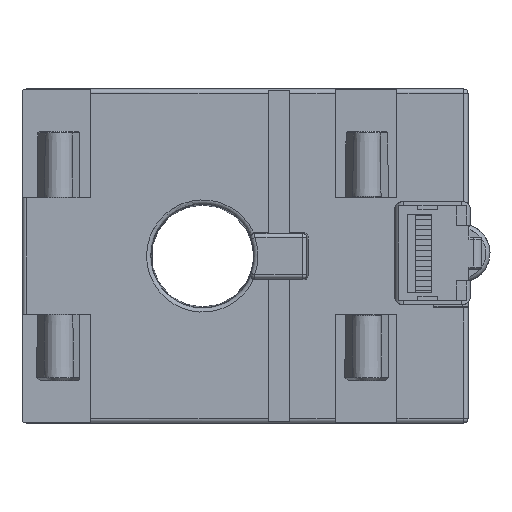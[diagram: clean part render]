
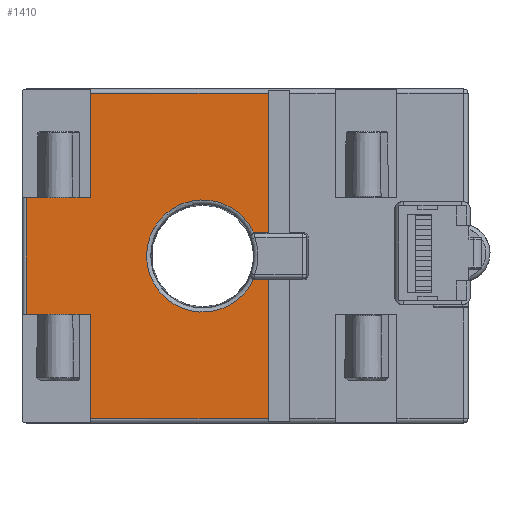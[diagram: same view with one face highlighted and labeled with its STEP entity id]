
A CAD part, front view. The second image highlights one B-rep face of the part: STEP entity #1410.
In plain terms, the highlighted planar face has unit normal (0, -1, 0).
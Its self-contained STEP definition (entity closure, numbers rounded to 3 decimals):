
#523=B_SPLINE_CURVE_WITH_KNOTS('',3,(#23239,#23240,#23241,#23242),
 .UNSPECIFIED.,.F.,.F.,(4,4),(0.,1.),.UNSPECIFIED.);
#525=B_SPLINE_CURVE_WITH_KNOTS('',3,(#23287,#23288,#23289,#23290),
 .UNSPECIFIED.,.F.,.F.,(4,4),(0.,1.),.UNSPECIFIED.);
#875=CIRCLE('',#10601,6.675);
#1410=ADVANCED_FACE('',(#2147),#1724,.T.);
#1724=PLANE('',#10779);
#2147=FACE_OUTER_BOUND('',#2639,.T.);
#2639=EDGE_LOOP('',(#4828,#4829,#4830,#4831,#4832,#4833,#4834,#4835,#4836,
#4837,#4838,#4839,#4840,#4841,#4842,#4843,#4844,#4845));
#4828=ORIENTED_EDGE('',*,*,#7601,.F.);
#4829=ORIENTED_EDGE('',*,*,#7871,.T.);
#4830=ORIENTED_EDGE('',*,*,#7580,.T.);
#4831=ORIENTED_EDGE('',*,*,#7888,.T.);
#4832=ORIENTED_EDGE('',*,*,#7886,.T.);
#4833=ORIENTED_EDGE('',*,*,#7609,.T.);
#4834=ORIENTED_EDGE('',*,*,#7896,.T.);
#4835=ORIENTED_EDGE('',*,*,#7897,.F.);
#4836=ORIENTED_EDGE('',*,*,#7658,.F.);
#4837=ORIENTED_EDGE('',*,*,#7811,.F.);
#4838=ORIENTED_EDGE('',*,*,#7563,.F.);
#4839=ORIENTED_EDGE('',*,*,#7898,.T.);
#4840=ORIENTED_EDGE('',*,*,#7653,.T.);
#4841=ORIENTED_EDGE('',*,*,#7802,.T.);
#4842=ORIENTED_EDGE('',*,*,#7869,.T.);
#4843=ORIENTED_EDGE('',*,*,#7648,.T.);
#4844=ORIENTED_EDGE('',*,*,#7899,.T.);
#4845=ORIENTED_EDGE('',*,*,#7612,.T.);
#6186=VERTEX_POINT('',#22509);
#6187=VERTEX_POINT('',#22511);
#6203=VERTEX_POINT('',#22564);
#6204=VERTEX_POINT('',#22566);
#6221=VERTEX_POINT('',#22625);
#6222=VERTEX_POINT('',#22627);
#6227=VERTEX_POINT('',#22641);
#6228=VERTEX_POINT('',#22643);
#6230=VERTEX_POINT('',#22648);
#6259=VERTEX_POINT('',#22734);
#6260=VERTEX_POINT('',#22736);
#6263=VERTEX_POINT('',#22746);
#6264=VERTEX_POINT('',#22747);
#6266=VERTEX_POINT('',#22756);
#6267=VERTEX_POINT('',#22757);
#6372=VERTEX_POINT('',#23102);
#6403=VERTEX_POINT('',#23281);
#6405=VERTEX_POINT('',#23313);
#7563=EDGE_CURVE('',#6186,#6187,#8738,.T.);
#7580=EDGE_CURVE('',#6204,#6203,#875,.T.);
#7601=EDGE_CURVE('',#6221,#6222,#8766,.T.);
#7609=EDGE_CURVE('',#6228,#6227,#8772,.T.);
#7612=EDGE_CURVE('',#6230,#6222,#8775,.T.);
#7648=EDGE_CURVE('',#6260,#6259,#8799,.T.);
#7653=EDGE_CURVE('',#6263,#6264,#8804,.T.);
#7658=EDGE_CURVE('',#6266,#6267,#8808,.T.);
#7802=EDGE_CURVE('',#6264,#6372,#8921,.T.);
#7811=EDGE_CURVE('',#6187,#6266,#8925,.T.);
#7869=EDGE_CURVE('',#6372,#6260,#8977,.T.);
#7871=EDGE_CURVE('',#6221,#6204,#523,.T.);
#7886=EDGE_CURVE('',#6403,#6228,#8982,.T.);
#7888=EDGE_CURVE('',#6203,#6403,#525,.T.);
#7896=EDGE_CURVE('',#6227,#6405,#8989,.T.);
#7897=EDGE_CURVE('',#6267,#6405,#8990,.T.);
#7898=EDGE_CURVE('',#6186,#6263,#8991,.T.);
#7899=EDGE_CURVE('',#6259,#6230,#8992,.T.);
#8738=LINE('',#22510,#9678);
#8766=LINE('',#22626,#9706);
#8772=LINE('',#22642,#9712);
#8775=LINE('',#22647,#9715);
#8799=LINE('',#22735,#9739);
#8804=LINE('',#22745,#9744);
#8808=LINE('',#22755,#9748);
#8921=LINE('',#23101,#9861);
#8925=LINE('',#23119,#9865);
#8977=LINE('',#23236,#9917);
#8982=LINE('',#23280,#9922);
#8989=LINE('',#23312,#9929);
#8990=LINE('',#23314,#9930);
#8991=LINE('',#23315,#9931);
#8992=LINE('',#23316,#9932);
#9678=VECTOR('',#12137,1.);
#9706=VECTOR('',#12195,1.);
#9712=VECTOR('',#12209,1.);
#9715=VECTOR('',#12212,1.);
#9739=VECTOR('',#12276,1.);
#9744=VECTOR('',#12285,1.);
#9748=VECTOR('',#12295,1.);
#9861=VECTOR('',#12542,1.);
#9865=VECTOR('',#12558,1.);
#9917=VECTOR('',#12698,1.);
#9922=VECTOR('',#12745,1.);
#9929=VECTOR('',#12758,1.);
#9930=VECTOR('',#12759,1.);
#9931=VECTOR('',#12760,1.);
#9932=VECTOR('',#12761,1.);
#10601=AXIS2_PLACEMENT_3D('',#22565,#12163,#12164);
#10779=AXIS2_PLACEMENT_3D('',#23317,#12762,#12763);
#12137=DIRECTION('',(1.,0.,0.));
#12163=DIRECTION('',(0.,1.,0.));
#12164=DIRECTION('',(0.,0.,-1.));
#12195=DIRECTION('',(1.,0.,0.));
#12209=DIRECTION('',(0.,0.,1.));
#12212=DIRECTION('',(0.,0.,1.));
#12276=DIRECTION('',(0.,0.,-1.));
#12285=DIRECTION('',(1.,0.,0.));
#12295=DIRECTION('',(1.,0.,0.));
#12542=DIRECTION('',(1.,0.,0.));
#12558=DIRECTION('',(1.,0.,0.));
#12698=DIRECTION('',(1.,0.,0.));
#12745=DIRECTION('',(1.,0.,0.));
#12758=DIRECTION('',(-1.,0.,0.));
#12759=DIRECTION('',(0.,0.,1.));
#12760=DIRECTION('',(0.,0.,-1.));
#12761=DIRECTION('',(1.,0.,0.));
#12762=DIRECTION('',(0.,-1.,0.));
#12763=DIRECTION('',(0.,0.,1.));
#22509=CARTESIAN_POINT('',(-20.142,5.138,3.316));
#22510=CARTESIAN_POINT('',(39.308,5.138,3.316));
#22511=CARTESIAN_POINT('',(-18.686,5.138,3.316));
#22564=CARTESIAN_POINT('',(6.948,5.138,-0.877));
#22565=CARTESIAN_POINT('',(0.858,5.138,-3.609));
#22566=CARTESIAN_POINT('',(6.917,5.138,-6.409));
#22625=CARTESIAN_POINT('',(7.102,5.138,-6.444));
#22626=CARTESIAN_POINT('',(22.063,5.138,-6.444));
#22627=CARTESIAN_POINT('',(8.678,5.138,-6.444));
#22641=CARTESIAN_POINT('',(8.678,5.138,15.766));
#22642=CARTESIAN_POINT('',(8.678,5.138,-22.284));
#22643=CARTESIAN_POINT('',(8.678,5.138,-0.844));
#22647=CARTESIAN_POINT('',(8.678,5.138,-22.284));
#22648=CARTESIAN_POINT('',(8.678,5.138,-22.984));
#22734=CARTESIAN_POINT('',(-12.497,5.138,-22.984));
#22735=CARTESIAN_POINT('',(-12.497,5.138,95.316));
#22736=CARTESIAN_POINT('',(-12.497,5.138,-10.534));
#22745=CARTESIAN_POINT('',(39.308,5.138,-10.534));
#22746=CARTESIAN_POINT('',(-20.142,5.138,-10.534));
#22747=CARTESIAN_POINT('',(-18.686,5.138,-10.534));
#22755=CARTESIAN_POINT('',(-16.267,5.138,3.316));
#22756=CARTESIAN_POINT('',(-13.848,5.138,3.316));
#22757=CARTESIAN_POINT('',(-12.497,5.138,3.316));
#23101=CARTESIAN_POINT('',(39.808,5.138,-10.534));
#23102=CARTESIAN_POINT('',(-13.848,5.138,-10.534));
#23119=CARTESIAN_POINT('',(39.808,5.138,3.316));
#23236=CARTESIAN_POINT('',(39.808,5.138,-10.534));
#23239=CARTESIAN_POINT('',(7.102,5.138,-6.444));
#23240=CARTESIAN_POINT('',(7.039,5.138,-6.444));
#23241=CARTESIAN_POINT('',(6.976,5.138,-6.432));
#23242=CARTESIAN_POINT('',(6.917,5.138,-6.409));
#23280=CARTESIAN_POINT('',(4.398,5.138,-0.844));
#23281=CARTESIAN_POINT('',(7.128,5.138,-0.844));
#23287=CARTESIAN_POINT('',(6.948,5.138,-0.877));
#23288=CARTESIAN_POINT('',(7.005,5.138,-0.855));
#23289=CARTESIAN_POINT('',(7.067,5.138,-0.844));
#23290=CARTESIAN_POINT('',(7.128,5.138,-0.844));
#23312=CARTESIAN_POINT('',(-1.909,5.138,15.766));
#23313=CARTESIAN_POINT('',(-12.497,5.138,15.766));
#23314=CARTESIAN_POINT('',(-12.497,5.138,95.316));
#23315=CARTESIAN_POINT('',(-20.142,5.138,-10.534));
#23316=CARTESIAN_POINT('',(-1.909,5.138,-22.984));
#23317=CARTESIAN_POINT('',(39.808,5.138,-22.284));
